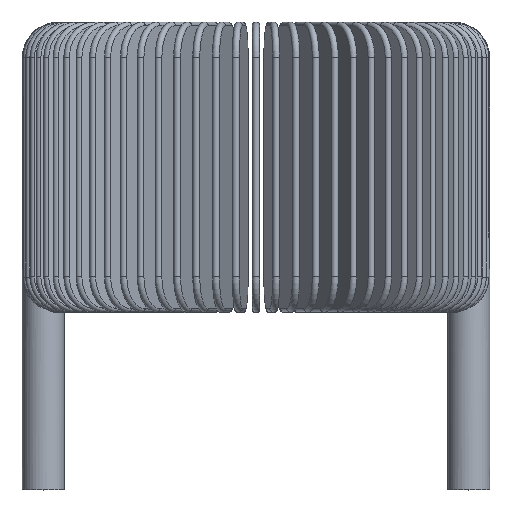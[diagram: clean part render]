
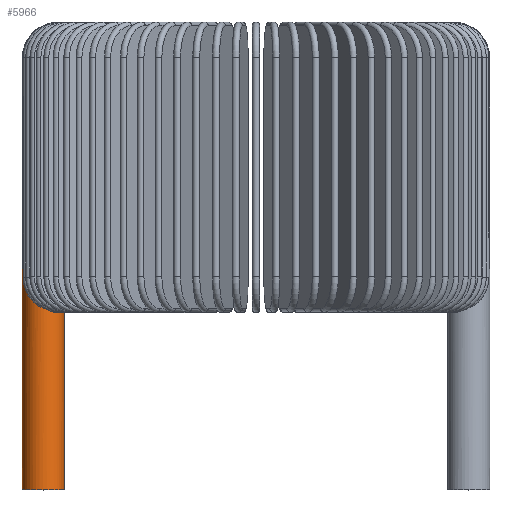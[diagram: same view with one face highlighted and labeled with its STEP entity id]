
A CAD part, top view. The second image highlights one B-rep face of the part: STEP entity #5966.
In plain terms, the highlighted cylindrical face has radius 0.749 mm (diameter 1.499 mm), a partial arc.
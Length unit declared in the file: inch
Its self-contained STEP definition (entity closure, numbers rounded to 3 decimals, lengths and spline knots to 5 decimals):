
#5121=CARTESIAN_POINT('',(-0.3,0.062,0.));
#5122=DIRECTION('',(0.,1.,0.));
#5123=DIRECTION('',(0.757,0.,0.653));
#5124=AXIS2_PLACEMENT_3D('',#5121,#5122,#5123);
#5126=CARTESIAN_POINT('',(-0.3,0.062,0.));
#5127=DIRECTION('',(0.,1.,0.));
#5128=DIRECTION('',(-1.,0.,0.));
#5129=AXIS2_PLACEMENT_3D('',#5126,#5127,#5128);
#5179=DIRECTION('',(0.,-1.,0.));
#5180=VECTOR('',#5179,0.25);
#5181=CARTESIAN_POINT('',(-0.2705,0.,0.));
#5182=LINE('',#5181,#5180);
#5292=DIRECTION('',(0.,-1.,0.));
#5293=VECTOR('',#5292,0.312);
#5294=CARTESIAN_POINT('',(-0.3295,0.062,0.));
#5295=LINE('',#5294,#5293);
#5331=DIRECTION('',(0.,1.,0.));
#5332=VECTOR('',#5331,0.057);
#5333=CARTESIAN_POINT('',(-0.27093,0.005,0.005));
#5334=LINE('',#5333,#5332);
#5374=CARTESIAN_POINT('',(-0.2705,0.,0.));
#5376=CARTESIAN_POINT('',(-0.2705,0.,0.));
#5377=CARTESIAN_POINT('',(-0.2705,0.,0.00035));
#5378=CARTESIAN_POINT('',(-0.27051,0.00007,
0.00104));
#5379=CARTESIAN_POINT('',(-0.27056,0.00038,
0.002));
#5380=CARTESIAN_POINT('',(-0.27064,0.00086,
0.00286));
#5381=CARTESIAN_POINT('',(-0.27072,0.00148,
0.00359));
#5382=CARTESIAN_POINT('',(-0.2708,0.00222,
0.00419));
#5383=CARTESIAN_POINT('',(-0.27087,0.00309,
0.00465));
#5384=CARTESIAN_POINT('',(-0.27092,0.00403,
0.00494));
#5385=CARTESIAN_POINT('',(-0.27093,0.00468,0.005));
#5386=CARTESIAN_POINT('',(-0.27093,0.005,0.005));
#5398=CARTESIAN_POINT('',(-0.3,-0.25,0.));
#5399=DIRECTION('',(0.,1.,0.));
#5400=DIRECTION('',(-1.,0.,0.));
#5401=AXIS2_PLACEMENT_3D('',#5398,#5399,#5400);
#5407=DIRECTION('',(0.,1.,0.));
#5408=VECTOR('',#5407,0.057);
#5409=CARTESIAN_POINT('',(-0.27767,0.005,0.01927));
#5410=LINE('',#5409,#5408);
#5447=DIRECTION('',(0.,1.,0.));
#5448=VECTOR('',#5447,0.03276);
#5449=CARTESIAN_POINT('',(-0.31865,0.02924,
0.02286));
#5450=LINE('',#5449,#5448);
#5451=CARTESIAN_POINT('',(-0.27767,0.005,0.01927));
#5452=CARTESIAN_POINT('',(-0.27767,0.00472,
0.01927));
#5453=CARTESIAN_POINT('',(-0.27771,0.00416,
0.01933));
#5454=CARTESIAN_POINT('',(-0.27791,0.00336,
0.01955));
#5455=CARTESIAN_POINT('',(-0.27824,0.00257,
0.01993));
#5456=CARTESIAN_POINT('',(-0.27858,0.00208,
0.02028));
#5457=CARTESIAN_POINT('',(-0.27878,0.00185,
0.02049));
#5464=CARTESIAN_POINT('',(-0.27878,0.00185,
0.02049));
#5465=CARTESIAN_POINT('',(-0.27902,0.00157,
0.02074));
#5466=CARTESIAN_POINT('',(-0.27959,0.00106,
0.02131));
#5467=CARTESIAN_POINT('',(-0.28071,0.00051,
0.02234));
#5468=CARTESIAN_POINT('',(-0.28199,0.00025,
0.02339));
#5469=CARTESIAN_POINT('',(-0.2834,0.00023,
0.02441));
#5470=CARTESIAN_POINT('',(-0.28486,0.00041,
0.02534));
#5471=CARTESIAN_POINT('',(-0.2864,0.00076,
0.0262));
#5472=CARTESIAN_POINT('',(-0.2881,0.0013,
0.02702));
#5473=CARTESIAN_POINT('',(-0.29004,0.00203,
0.0278));
#5474=CARTESIAN_POINT('',(-0.29232,0.00301,
0.02852));
#5475=CARTESIAN_POINT('',(-0.29489,0.00418,
0.0291));
#5476=CARTESIAN_POINT('',(-0.29765,0.00541,
0.02945));
#5477=CARTESIAN_POINT('',(-0.30059,0.00664,
0.02954));
#5478=CARTESIAN_POINT('',(-0.30363,0.00791,
0.02933));
#5479=CARTESIAN_POINT('',(-0.30675,0.00935,
0.02878));
#5480=CARTESIAN_POINT('',(-0.30998,0.01127,
0.02783));
#5481=CARTESIAN_POINT('',(-0.31292,0.01377,
0.02658));
#5482=CARTESIAN_POINT('',(-0.31525,0.01672,
0.02529));
#5483=CARTESIAN_POINT('',(-0.3169,0.01993,
0.0242));
#5484=CARTESIAN_POINT('',(-0.31796,0.02322,
0.02341));
#5485=CARTESIAN_POINT('',(-0.31854,0.02643,
0.02295));
#5486=CARTESIAN_POINT('',(-0.31865,0.02834,
0.02286));
#5487=CARTESIAN_POINT('',(-0.31865,0.02924,
0.02286));
#5644=CARTESIAN_POINT('',(-0.2705,-0.25,0.));
#5645=CARTESIAN_POINT('',(-0.3295,-0.25,0.));
#5646=VERTEX_POINT('',#5644);
#5647=VERTEX_POINT('',#5645);
#5648=CARTESIAN_POINT('',(-0.3295,0.062,0.));
#5649=VERTEX_POINT('',#5648);
#5659=CARTESIAN_POINT('',(-0.27093,0.062,0.005));
#5661=VERTEX_POINT('',#5659);
#5662=CARTESIAN_POINT('',(-0.27093,0.005,0.005));
#5663=VERTEX_POINT('',#5662);
#5670=CARTESIAN_POINT('',(-0.27767,0.062,0.01927));
#5671=CARTESIAN_POINT('',(-0.31865,0.062,0.02286));
#5672=VERTEX_POINT('',#5670);
#5673=VERTEX_POINT('',#5671);
#5674=CARTESIAN_POINT('',(-0.31865,0.02924,
0.02286));
#5675=VERTEX_POINT('',#5674);
#5676=CARTESIAN_POINT('',(-0.27767,0.005,0.01927));
#5677=VERTEX_POINT('',#5676);
#5679=VERTEX_POINT('',#5374);
#5680=VERTEX_POINT('',#5457);
#5941=CARTESIAN_POINT('',(-0.3,0.062,0.));
#5942=DIRECTION('',(0.,1.,0.));
#5943=DIRECTION('',(1.,0.,0.));
#5944=AXIS2_PLACEMENT_3D('',#5941,#5942,#5943);
#5945=CYLINDRICAL_SURFACE('',#5944,0.0295);
#5947=ORIENTED_EDGE('',*,*,#5946,.F.);
#5949=ORIENTED_EDGE('',*,*,#5948,.F.);
#5950=ORIENTED_EDGE('',*,*,#5802,.T.);
#5952=ORIENTED_EDGE('',*,*,#5951,.F.);
#5953=ORIENTED_EDGE('',*,*,#5798,.F.);
#5954=ORIENTED_EDGE('',*,*,#5750,.T.);
#5956=ORIENTED_EDGE('',*,*,#5955,.F.);
#5958=ORIENTED_EDGE('',*,*,#5957,.F.);
#5960=ORIENTED_EDGE('',*,*,#5959,.F.);
#5962=ORIENTED_EDGE('',*,*,#5961,.T.);
#5963=ORIENTED_EDGE('',*,*,#5746,.T.);
#5964=EDGE_LOOP('',(#5947,#5949,#5950,#5952,#5953,#5954,#5956,#5958,#5960,#5962,
#5963));
#5965=FACE_OUTER_BOUND('',#5964,.F.);
#5125=CIRCLE('',#5124,0.0295);
#5130=CIRCLE('',#5129,0.0295);
#5387=B_SPLINE_CURVE_WITH_KNOTS('',3,(#5376,#5377,#5378,#5379,#5380,#5381,#5382,
#5383,#5384,#5385,#5386),.UNSPECIFIED.,.F.,.F.,(4,1,1,1,1,1,1,1,4),(0.,
0.125,0.25,0.375,0.5,0.625,0.75,0.875,1.),.UNSPECIFIED.);
#5402=CIRCLE('',#5401,0.0295);
#5458=B_SPLINE_CURVE_WITH_KNOTS('',3,(#5451,#5452,#5453,#5454,#5455,#5456,
#5457),.UNSPECIFIED.,.F.,.F.,(4,1,1,1,4),(0.,0.25,0.5,0.75,1.),
.UNSPECIFIED.);
#5488=B_SPLINE_CURVE_WITH_KNOTS('',3,(#5464,#5465,#5466,#5467,#5468,#5469,#5470,
#5471,#5472,#5473,#5474,#5475,#5476,#5477,#5478,#5479,#5480,#5481,#5482,#5483,
#5484,#5485,#5486,#5487),.UNSPECIFIED.,.F.,.F.,(4,1,1,1,1,1,1,1,1,1,1,1,1,1,1,1,
1,1,1,1,1,4),(0.,0.04762,0.09524,0.14286,
0.19048,0.2381,0.28571,0.33333,
0.38095,0.42857,0.47619,0.52381,
0.57143,0.61905,0.66667,0.71429,
0.7619,0.80952,0.85714,0.90476,
0.95238,1.),.UNSPECIFIED.);
#5746=EDGE_CURVE('',#5672,#5661,#5125,.T.);
#5750=EDGE_CURVE('',#5649,#5673,#5130,.T.);
#5798=EDGE_CURVE('',#5649,#5647,#5295,.T.);
#5802=EDGE_CURVE('',#5679,#5646,#5182,.T.);
#5946=EDGE_CURVE('',#5663,#5661,#5334,.T.);
#5948=EDGE_CURVE('',#5679,#5663,#5387,.T.);
#5951=EDGE_CURVE('',#5647,#5646,#5402,.T.);
#5955=EDGE_CURVE('',#5675,#5673,#5450,.T.);
#5957=EDGE_CURVE('',#5680,#5675,#5488,.T.);
#5959=EDGE_CURVE('',#5677,#5680,#5458,.T.);
#5961=EDGE_CURVE('',#5677,#5672,#5410,.T.);
#5966=ADVANCED_FACE('',(#5965),#5945,.T.);
